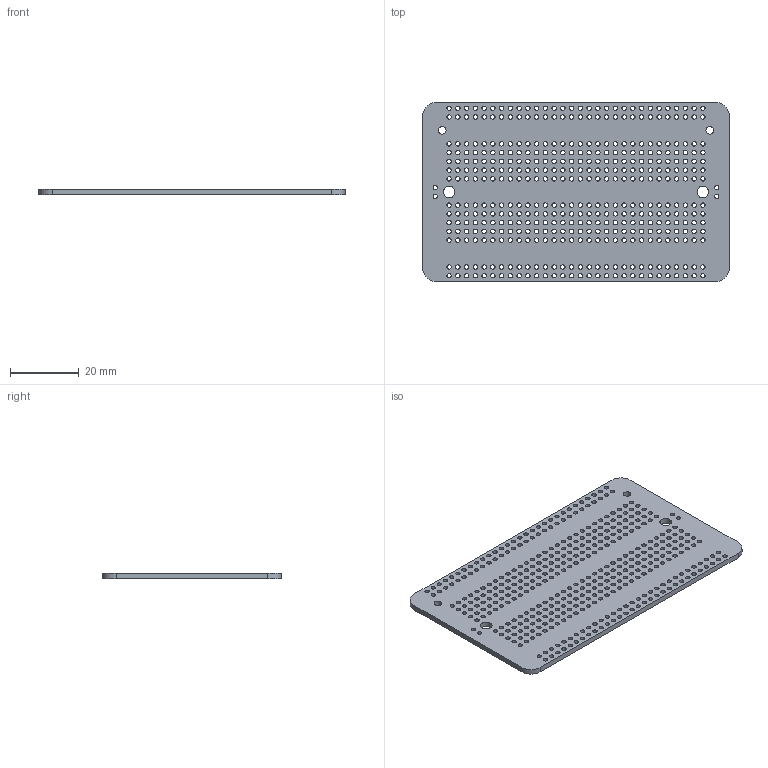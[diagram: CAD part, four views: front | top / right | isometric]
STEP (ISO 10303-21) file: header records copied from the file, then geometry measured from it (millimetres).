
FILE_DESCRIPTION(/* description */ (''),/* implementation_level */ '2;1');
FILE_NAME(/* name */ 'proto-perfboard-small-public.step',/* time_stamp */ '2026-01-11T11:36:15+01:00',/* author */ (''),/* organization */ (''),/* preprocessor_version */ 'ST-DEVELOPER v20.1',/* originating_system */ 'Autodesk Translation Framework v14.17.0.0',/* authorisation */ '');
FILE_SCHEMA (('AUTOMOTIVE_DESIGN { 1 0 10303 214 3 1 1 }'));
Length unit declared in the file: millimetre
Products named in the file (1): 2026-01-11-10-28-58-022
Bounding box: 89 x 52 x 1.6 mm (x, y, z)
Volume: 6482.2 mm3; surface area: 11306 mm2
Topology: 1 solids, 1 shells, 438 faces, 1308 edges, 872 vertices
Faces by surface type: cylinder 432, plane 6
Full cylindrical faces by diameter (mm): 1.27 x424, 2.2 x2, 3.4 x2
Entity records: 17028 total; most frequent: DIRECTION 3050, CARTESIAN_POINT 2619, ORIENTED_EDGE 2616, EDGE_CURVE 1308, AXIS2_PLACEMENT_3D 1303, EDGE_LOOP 1294, VERTEX_POINT 872, CIRCLE 864
